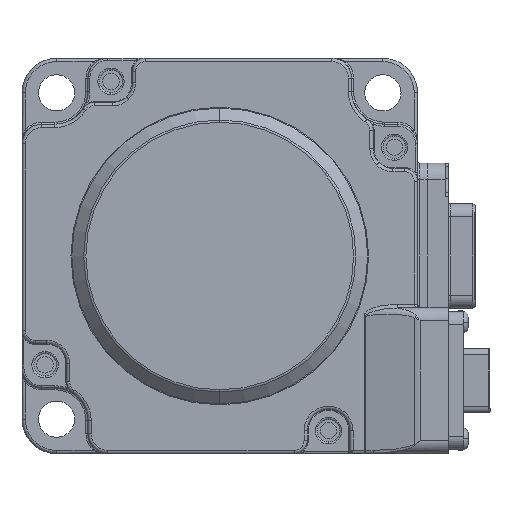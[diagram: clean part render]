
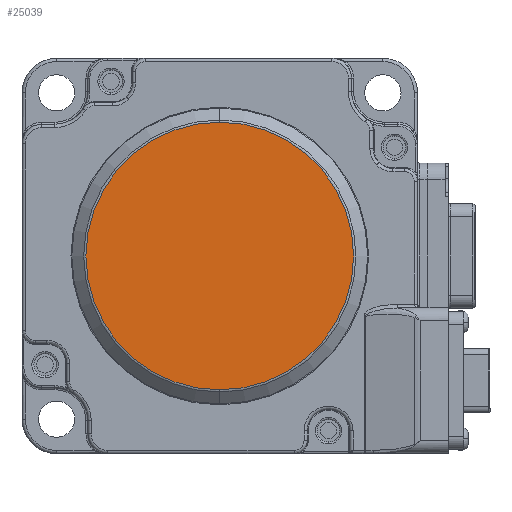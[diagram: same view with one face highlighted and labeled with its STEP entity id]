
A CAD part, front view. The second image highlights one B-rep face of the part: STEP entity #25039.
In plain terms, the highlighted planar face has unit normal (0, -1, 0).
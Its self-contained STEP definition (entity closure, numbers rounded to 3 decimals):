
#726 = CARTESIAN_POINT ( 'NONE',  ( 0., -81.45, 0. ) ) ;
#823 = VERTEX_POINT ( 'NONE', #15843 ) ;
#2312 = DIRECTION ( 'NONE',  ( 0., -1., 0. ) ) ;
#4137 = EDGE_LOOP ( 'NONE', ( #8379, #26129 ) ) ;
#4225 = PLANE ( 'NONE',  #26570 ) ;
#4362 = CARTESIAN_POINT ( 'NONE',  ( 0., -81.45, 0. ) ) ;
#8379 = ORIENTED_EDGE ( 'NONE', *, *, #18516, .T. ) ;
#9916 = CARTESIAN_POINT ( 'NONE',  ( 0., -81.45, 0. ) ) ;
#10048 = DIRECTION ( 'NONE',  ( 0., 0., -1. ) ) ;
#13401 = CIRCLE ( 'NONE', #18237, 20.308 ) ;
#14306 = DIRECTION ( 'NONE',  ( 0., -1., 0. ) ) ;
#15740 = DIRECTION ( 'NONE',  ( 0., 0., -1. ) ) ;
#15843 = CARTESIAN_POINT ( 'NONE',  ( 0., -81.45, 20.308 ) ) ;
#16440 = EDGE_CURVE ( 'NONE', #823, #26225, #13401, .T. ) ;
#16978 = CIRCLE ( 'NONE', #23124, 20.308 ) ;
#17194 = DIRECTION ( 'NONE',  ( 0., 0., -1. ) ) ;
#18237 = AXIS2_PLACEMENT_3D ( 'NONE', #726, #19875, #15740 ) ;
#18516 = EDGE_CURVE ( 'NONE', #26225, #823, #16978, .T. ) ;
#19875 = DIRECTION ( 'NONE',  ( 0., -1., 0. ) ) ;
#23124 = AXIS2_PLACEMENT_3D ( 'NONE', #9916, #14306, #10048 ) ;
#23244 = FACE_OUTER_BOUND ( 'NONE', #4137, .T. ) ;
#24340 = CARTESIAN_POINT ( 'NONE',  ( 0., -81.45, -20.308 ) ) ;
#25039 = ADVANCED_FACE ( 'NONE', ( #23244 ), #4225, .T. ) ;
#26129 = ORIENTED_EDGE ( 'NONE', *, *, #16440, .T. ) ;
#26225 = VERTEX_POINT ( 'NONE', #24340 ) ;
#26570 = AXIS2_PLACEMENT_3D ( 'NONE', #4362, #2312, #17194 ) ;
